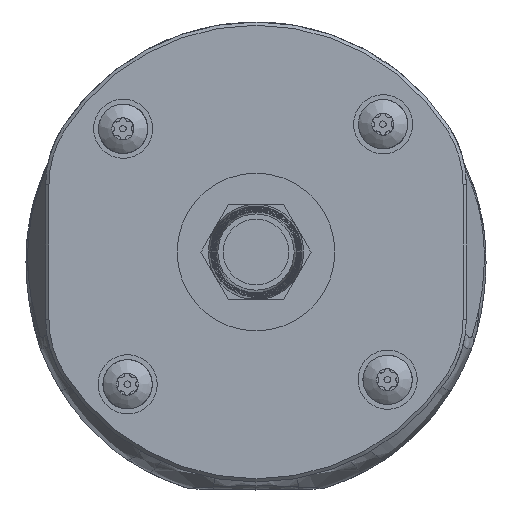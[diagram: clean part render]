
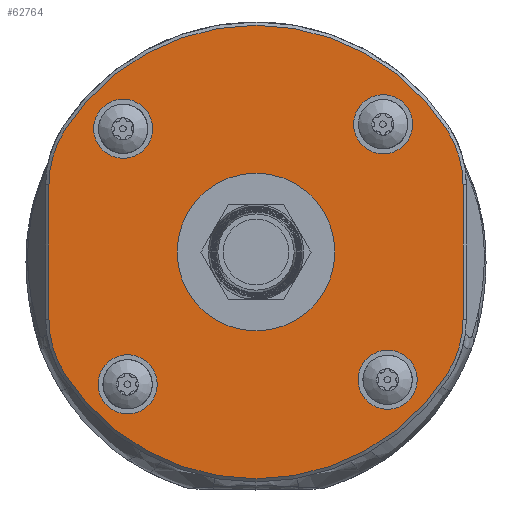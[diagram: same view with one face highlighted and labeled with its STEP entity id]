
A CAD part, front view. The second image highlights one B-rep face of the part: STEP entity #62764.
In plain terms, the highlighted planar face has unit normal (0, -1, 0).
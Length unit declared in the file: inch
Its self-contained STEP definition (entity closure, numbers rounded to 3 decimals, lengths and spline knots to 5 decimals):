
#969 = AXIS2_PLACEMENT_3D ( 'NONE', #36565, #76263, #61886 ) ;
#1848 = AXIS2_PLACEMENT_3D ( 'NONE', #36446, #23374, #70447 ) ;
#2736 = EDGE_CURVE ( 'NONE', #57293, #33283, #64572, .T. ) ;
#2998 = CARTESIAN_POINT ( 'NONE',  ( 1.24016, 0.09843, -0.5481 ) ) ;
#4334 = FACE_OUTER_BOUND ( 'NONE', #44864, .T. ) ;
#4455 = VERTEX_POINT ( 'NONE', #32408 ) ;
#4682 = CIRCLE ( 'NONE', #42308, 0.08858 ) ;
#4961 = EDGE_CURVE ( 'NONE', #70026, #70026, #83088, .T. ) ;
#5341 = ORIENTED_EDGE ( 'NONE', *, *, #44066, .T. ) ;
#5517 = ORIENTED_EDGE ( 'NONE', *, *, #73101, .T. ) ;
#5742 = VERTEX_POINT ( 'NONE', #58994 ) ;
#7144 = ORIENTED_EDGE ( 'NONE', *, *, #9096, .T. ) ;
#7829 = CIRCLE ( 'NONE', #30150, 0.36417 ) ;
#8046 = DIRECTION ( 'NONE',  ( 0., 1., 0. ) ) ;
#9003 = AXIS2_PLACEMENT_3D ( 'NONE', #81731, #75169, #27231 ) ;
#9096 = EDGE_CURVE ( 'NONE', #29034, #29034, #7829, .T. ) ;
#10234 = CARTESIAN_POINT ( 'NONE',  ( 0.76181, 0.09843, -0.27454 ) ) ;
#10372 = CIRCLE ( 'NONE', #9003, 0.61024 ) ;
#10388 = ORIENTED_EDGE ( 'NONE', *, *, #55146, .F. ) ;
#10414 = DIRECTION ( 'NONE',  ( 0., 0., 1. ) ) ;
#11920 = EDGE_LOOP ( 'NONE', ( #5341 ) ) ;
#13740 = DIRECTION ( 'NONE',  ( 0., 1., 0. ) ) ;
#13905 = DIRECTION ( 'NONE',  ( 0., 1., 0. ) ) ;
#14634 = CARTESIAN_POINT ( 'NONE',  ( 0.76181, 0.09843, -0.18596 ) ) ;
#14890 = VERTEX_POINT ( 'NONE', #39499 ) ;
#15652 = CARTESIAN_POINT ( 'NONE',  ( 1.1438, 0.09843, -1.68406 ) ) ;
#15703 = DIRECTION ( 'NONE',  ( 0., 1., 0. ) ) ;
#17446 = DIRECTION ( 'NONE',  ( 0., 0., 1. ) ) ;
#18316 = EDGE_CURVE ( 'NONE', #33283, #74857, #31562, .T. ) ;
#19868 = CARTESIAN_POINT ( 'NONE',  ( -0.76181, 0.09843, -1.7171 ) ) ;
#21596 = EDGE_CURVE ( 'NONE', #4455, #74857, #50291, .T. ) ;
#23374 = DIRECTION ( 'NONE',  ( 0., 1., 0. ) ) ;
#23386 = CARTESIAN_POINT ( 'NONE',  ( 1.24016, 0.09843, -0.5481 ) ) ;
#23566 = CARTESIAN_POINT ( 'NONE',  ( 0., 0.09843, -0.95153 ) ) ;
#24000 = DIRECTION ( 'NONE',  ( 0., 1., 0. ) ) ;
#24552 = AXIS2_PLACEMENT_3D ( 'NONE', #14634, #8046, #34661 ) ;
#25100 = CARTESIAN_POINT ( 'NONE',  ( 0.62992, 0.09843, -1.35495 ) ) ;
#27231 = DIRECTION ( 'NONE',  ( 0., 0., 1. ) ) ;
#27493 = CARTESIAN_POINT ( 'NONE',  ( -1.24016, 0.09843, -1.35495 ) ) ;
#27507 = CARTESIAN_POINT ( 'NONE',  ( 0.76181, 0.09843, -1.7171 ) ) ;
#29034 = VERTEX_POINT ( 'NONE', #83113 ) ;
#29178 = AXIS2_PLACEMENT_3D ( 'NONE', #27507, #15703, #80721 ) ;
#30150 = AXIS2_PLACEMENT_3D ( 'NONE', #71436, #44418, #66227 ) ;
#31562 = CIRCLE ( 'NONE', #66401, 0.61024 ) ;
#31611 = CIRCLE ( 'NONE', #84550, 1.35827 ) ;
#31923 = DIRECTION ( 'NONE',  ( 0., 0., -1. ) ) ;
#32408 = CARTESIAN_POINT ( 'NONE',  ( -1.24016, 0.09843, -0.5481 ) ) ;
#33283 = VERTEX_POINT ( 'NONE', #37339 ) ;
#34661 = DIRECTION ( 'NONE',  ( 0., 0., -1. ) ) ;
#36015 = DIRECTION ( 'NONE',  ( 0., 0., 1. ) ) ;
#36196 = CARTESIAN_POINT ( 'NONE',  ( -1.1438, 0.09843, -0.219 ) ) ;
#36446 = CARTESIAN_POINT ( 'NONE',  ( 0., 0.09843, -0.95153 ) ) ;
#36565 = CARTESIAN_POINT ( 'NONE',  ( 0.62992, 0.09843, -0.5481 ) ) ;
#37038 = EDGE_CURVE ( 'NONE', #4455, #39272, #10372, .T. ) ;
#37339 = CARTESIAN_POINT ( 'NONE',  ( -1.1438, 0.09843, -1.68406 ) ) ;
#37495 = EDGE_LOOP ( 'NONE', ( #77130 ) ) ;
#38060 = VERTEX_POINT ( 'NONE', #71616 ) ;
#38828 = CARTESIAN_POINT ( 'NONE',  ( -0.62992, 0.09843, -1.35495 ) ) ;
#39272 = VERTEX_POINT ( 'NONE', #36196 ) ;
#39499 = CARTESIAN_POINT ( 'NONE',  ( 1.24016, 0.09843, -1.35495 ) ) ;
#40351 = DIRECTION ( 'NONE',  ( 0., 0., -1. ) ) ;
#40980 = VECTOR ( 'NONE', #31923, 39.37008 ) ;
#41355 = EDGE_CURVE ( 'NONE', #14890, #74994, #55676, .T. ) ;
#41699 = CIRCLE ( 'NONE', #29178, 0.08858 ) ;
#42168 = CARTESIAN_POINT ( 'NONE',  ( 1.1438, 0.09843, -0.219 ) ) ;
#42308 = AXIS2_PLACEMENT_3D ( 'NONE', #45029, #13905, #71597 ) ;
#43184 = FACE_BOUND ( 'NONE', #59245, .T. ) ;
#43313 = ORIENTED_EDGE ( 'NONE', *, *, #21596, .T. ) ;
#43647 = DIRECTION ( 'NONE',  ( 0., 0., 1. ) ) ;
#44066 = EDGE_CURVE ( 'NONE', #59946, #59946, #4682, .T. ) ;
#44418 = DIRECTION ( 'NONE',  ( 0., 1., 0. ) ) ;
#44438 = CIRCLE ( 'NONE', #76493, 0.61024 ) ;
#44732 = DIRECTION ( 'NONE',  ( 0., 1., 0. ) ) ;
#44864 = EDGE_LOOP ( 'NONE', ( #67221, #71822, #80248, #10388, #60778, #43313, #62286, #68200 ) ) ;
#45029 = CARTESIAN_POINT ( 'NONE',  ( -0.76181, 0.09843, -0.18596 ) ) ;
#47530 = VERTEX_POINT ( 'NONE', #42168 ) ;
#48869 = CARTESIAN_POINT ( 'NONE',  ( 0., 0.09843, -0.95153 ) ) ;
#49303 = DIRECTION ( 'NONE',  ( 0., 1., 0. ) ) ;
#50291 = LINE ( 'NONE', #65090, #40980 ) ;
#51725 = DIRECTION ( 'NONE',  ( 0., 0., 1. ) ) ;
#55146 = EDGE_CURVE ( 'NONE', #39272, #47530, #31611, .T. ) ;
#55676 = LINE ( 'NONE', #23386, #60267 ) ;
#55862 = FACE_BOUND ( 'NONE', #11920, .T. ) ;
#56721 = FACE_BOUND ( 'NONE', #37495, .T. ) ;
#57293 = VERTEX_POINT ( 'NONE', #15652 ) ;
#58455 = CIRCLE ( 'NONE', #66803, 0.08858 ) ;
#58994 = CARTESIAN_POINT ( 'NONE',  ( -0.76181, 0.09843, -1.80568 ) ) ;
#59245 = EDGE_LOOP ( 'NONE', ( #83819 ) ) ;
#59946 = VERTEX_POINT ( 'NONE', #68204 ) ;
#60267 = VECTOR ( 'NONE', #36015, 39.37008 ) ;
#60778 = ORIENTED_EDGE ( 'NONE', *, *, #37038, .F. ) ;
#61323 = AXIS2_PLACEMENT_3D ( 'NONE', #23566, #24000, #17446 ) ;
#61886 = DIRECTION ( 'NONE',  ( 0., 0., 1. ) ) ;
#62286 = ORIENTED_EDGE ( 'NONE', *, *, #18316, .F. ) ;
#62764 = ADVANCED_FACE ( 'NONE', ( #75921, #55862, #43184, #63259, #56721, #4334 ), #76769, .F. ) ;
#63259 = FACE_BOUND ( 'NONE', #84867, .T. ) ;
#64572 = CIRCLE ( 'NONE', #1848, 1.35827 ) ;
#65005 = EDGE_LOOP ( 'NONE', ( #7144 ) ) ;
#65090 = CARTESIAN_POINT ( 'NONE',  ( -1.24016, 0.09843, -1.35495 ) ) ;
#65447 = DIRECTION ( 'NONE',  ( 0., 1., 0. ) ) ;
#66227 = DIRECTION ( 'NONE',  ( 0., 0., -1. ) ) ;
#66401 = AXIS2_PLACEMENT_3D ( 'NONE', #38828, #65447, #43647 ) ;
#66803 = AXIS2_PLACEMENT_3D ( 'NONE', #19868, #13740, #40351 ) ;
#67221 = ORIENTED_EDGE ( 'NONE', *, *, #76243, .F. ) ;
#68200 = ORIENTED_EDGE ( 'NONE', *, *, #2736, .F. ) ;
#68204 = CARTESIAN_POINT ( 'NONE',  ( -0.76181, 0.09843, -0.27454 ) ) ;
#69151 = EDGE_CURVE ( 'NONE', #47530, #74994, #69238, .T. ) ;
#69238 = CIRCLE ( 'NONE', #969, 0.61024 ) ;
#70026 = VERTEX_POINT ( 'NONE', #10234 ) ;
#70447 = DIRECTION ( 'NONE',  ( 0., 0., 1. ) ) ;
#71436 = CARTESIAN_POINT ( 'NONE',  ( 0., 0.09843, -0.95153 ) ) ;
#71597 = DIRECTION ( 'NONE',  ( 0., 0., -1. ) ) ;
#71616 = CARTESIAN_POINT ( 'NONE',  ( 0.76181, 0.09843, -1.80568 ) ) ;
#71822 = ORIENTED_EDGE ( 'NONE', *, *, #41355, .T. ) ;
#73101 = EDGE_CURVE ( 'NONE', #38060, #38060, #41699, .T. ) ;
#74857 = VERTEX_POINT ( 'NONE', #27493 ) ;
#74994 = VERTEX_POINT ( 'NONE', #2998 ) ;
#75169 = DIRECTION ( 'NONE',  ( 0., 1., 0. ) ) ;
#75921 = FACE_BOUND ( 'NONE', #65005, .T. ) ;
#76243 = EDGE_CURVE ( 'NONE', #14890, #57293, #44438, .T. ) ;
#76263 = DIRECTION ( 'NONE',  ( 0., 1., 0. ) ) ;
#76493 = AXIS2_PLACEMENT_3D ( 'NONE', #25100, #44732, #51725 ) ;
#76769 = PLANE ( 'NONE',  #61323 ) ;
#77095 = EDGE_CURVE ( 'NONE', #5742, #5742, #58455, .T. ) ;
#77130 = ORIENTED_EDGE ( 'NONE', *, *, #77095, .T. ) ;
#80248 = ORIENTED_EDGE ( 'NONE', *, *, #69151, .F. ) ;
#80721 = DIRECTION ( 'NONE',  ( 0., 0., -1. ) ) ;
#81731 = CARTESIAN_POINT ( 'NONE',  ( -0.62992, 0.09843, -0.5481 ) ) ;
#83088 = CIRCLE ( 'NONE', #24552, 0.08858 ) ;
#83113 = CARTESIAN_POINT ( 'NONE',  ( 0., 0.09843, -1.3157 ) ) ;
#83819 = ORIENTED_EDGE ( 'NONE', *, *, #4961, .T. ) ;
#84550 = AXIS2_PLACEMENT_3D ( 'NONE', #48869, #49303, #10414 ) ;
#84867 = EDGE_LOOP ( 'NONE', ( #5517 ) ) ;
